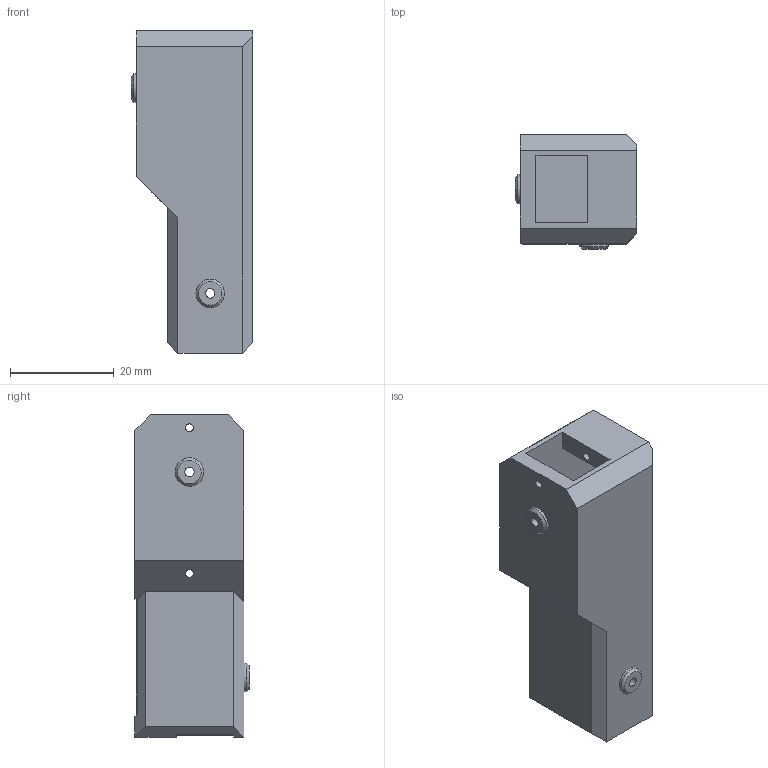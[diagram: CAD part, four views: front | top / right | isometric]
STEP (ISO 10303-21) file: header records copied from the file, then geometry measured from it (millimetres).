
FILE_DESCRIPTION(/* description */ (''),/* implementation_level */ '2;1');
FILE_NAME(/* name */ 'hip_servo.step',/* time_stamp */ '2020-05-20T16:02:40+02:00',/* author */ (''),/* organization */ (''),/* preprocessor_version */ 'ST-DEVELOPER v18.1',/* originating_system */ 'Autodesk Translation Framework v9.3.0.1241',/* authorisation */ '');
FILE_SCHEMA (('AUTOMOTIVE_DESIGN { 1 0 10303 214 3 1 1 }'));
Length unit declared in the file: millimetre
Products named in the file (1): hip_servo
Bounding box: 23.4 x 22 x 62 mm (x, y, z)
Volume: 10985.5 mm3; surface area: 8497.4 mm2
Topology: 1 solids, 1 shells, 46 faces, 123 edges, 80 vertices
Faces by surface type: plane 35, cylinder 9, cone 2
Full cylindrical faces by diameter (mm): 1.5 x5, 1.8 x2, 5.5 x2
Entity records: 1484 total; most frequent: CARTESIAN_POINT 250, ORIENTED_EDGE 246, DIRECTION 237, EDGE_CURVE 123, LINE 103, VECTOR 103, VERTEX_POINT 80, AXIS2_PLACEMENT_3D 67
